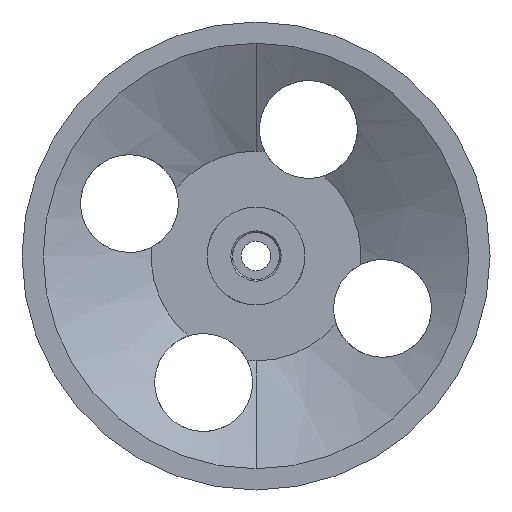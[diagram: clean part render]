
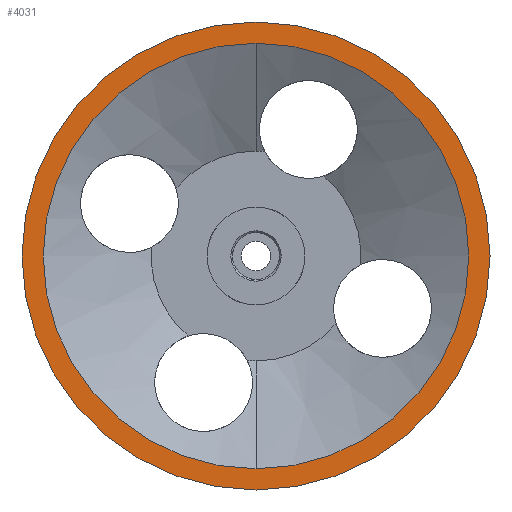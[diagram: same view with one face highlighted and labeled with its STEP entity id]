
A CAD part, front view. The second image highlights one B-rep face of the part: STEP entity #4031.
In plain terms, the highlighted planar face has unit normal (0, -1, 0).
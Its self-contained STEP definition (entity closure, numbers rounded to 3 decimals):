
#50 = CARTESIAN_POINT ( 'NONE',  ( 0., 0., -65.25 ) ) ;
#70 = DIRECTION ( 'NONE',  ( 0., -1., 0. ) ) ;
#100 = VERTEX_POINT ( 'NONE', #3885 ) ;
#202 = CARTESIAN_POINT ( 'NONE',  ( 0., 0., 0. ) ) ;
#271 = DIRECTION ( 'NONE',  ( 0., 0., -1. ) ) ;
#364 = ORIENTED_EDGE ( 'NONE', *, *, #4038, .T. ) ;
#467 = CIRCLE ( 'NONE', #951, 71.75 ) ;
#667 = FACE_OUTER_BOUND ( 'NONE', #2510, .T. ) ;
#677 = VERTEX_POINT ( 'NONE', #944 ) ;
#856 = VERTEX_POINT ( 'NONE', #3048 ) ;
#944 = CARTESIAN_POINT ( 'NONE',  ( 0., 0., 71.75 ) ) ;
#951 = AXIS2_PLACEMENT_3D ( 'NONE', #202, #1230, #3917 ) ;
#1171 = ORIENTED_EDGE ( 'NONE', *, *, #1546, .F. ) ;
#1230 = DIRECTION ( 'NONE',  ( 0., -1., 0. ) ) ;
#1274 = CARTESIAN_POINT ( 'NONE',  ( 0., 0., 0. ) ) ;
#1291 = CIRCLE ( 'NONE', #2179, 65.25 ) ;
#1379 = DIRECTION ( 'NONE',  ( 0., 0., -1. ) ) ;
#1467 = AXIS2_PLACEMENT_3D ( 'NONE', #3155, #70, #2084 ) ;
#1546 = EDGE_CURVE ( 'NONE', #1980, #100, #1291, .T. ) ;
#1707 = AXIS2_PLACEMENT_3D ( 'NONE', #2070, #2768, #1379 ) ;
#1916 = CIRCLE ( 'NONE', #1707, 71.75 ) ;
#1980 = VERTEX_POINT ( 'NONE', #50 ) ;
#2070 = CARTESIAN_POINT ( 'NONE',  ( 0., 0., 0. ) ) ;
#2084 = DIRECTION ( 'NONE',  ( 0., 0., -1. ) ) ;
#2179 = AXIS2_PLACEMENT_3D ( 'NONE', #3553, #3269, #4269 ) ;
#2391 = EDGE_LOOP ( 'NONE', ( #1171, #3696 ) ) ;
#2510 = EDGE_LOOP ( 'NONE', ( #364, #4312 ) ) ;
#2768 = DIRECTION ( 'NONE',  ( 0., -1., 0. ) ) ;
#2802 = AXIS2_PLACEMENT_3D ( 'NONE', #1274, #4350, #271 ) ;
#3048 = CARTESIAN_POINT ( 'NONE',  ( 0., 0., -71.75 ) ) ;
#3155 = CARTESIAN_POINT ( 'NONE',  ( 65.25, 0., 0. ) ) ;
#3269 = DIRECTION ( 'NONE',  ( 0., -1., 0. ) ) ;
#3292 = FACE_BOUND ( 'NONE', #2391, .T. ) ;
#3517 = CIRCLE ( 'NONE', #2802, 65.25 ) ;
#3553 = CARTESIAN_POINT ( 'NONE',  ( 0., 0., 0. ) ) ;
#3696 = ORIENTED_EDGE ( 'NONE', *, *, #4392, .F. ) ;
#3885 = CARTESIAN_POINT ( 'NONE',  ( 0., 0., 65.25 ) ) ;
#3917 = DIRECTION ( 'NONE',  ( 0., 0., -1. ) ) ;
#4031 = ADVANCED_FACE ( 'NONE', ( #667, #3292 ), #4058, .T. ) ;
#4038 = EDGE_CURVE ( 'NONE', #856, #677, #1916, .T. ) ;
#4058 = PLANE ( 'NONE',  #1467 ) ;
#4269 = DIRECTION ( 'NONE',  ( 0., 0., -1. ) ) ;
#4312 = ORIENTED_EDGE ( 'NONE', *, *, #4357, .T. ) ;
#4350 = DIRECTION ( 'NONE',  ( 0., -1., 0. ) ) ;
#4357 = EDGE_CURVE ( 'NONE', #677, #856, #467, .T. ) ;
#4392 = EDGE_CURVE ( 'NONE', #100, #1980, #3517, .T. ) ;
